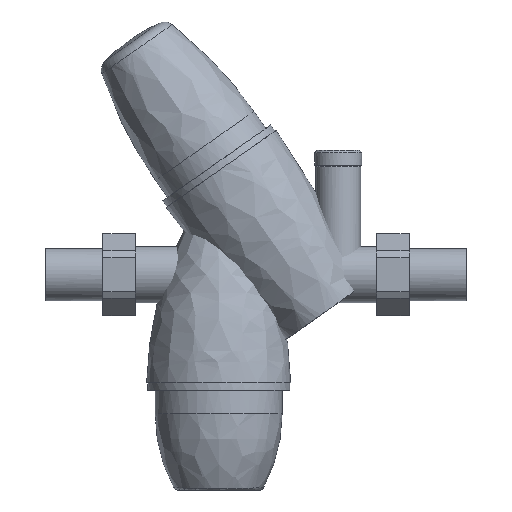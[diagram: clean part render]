
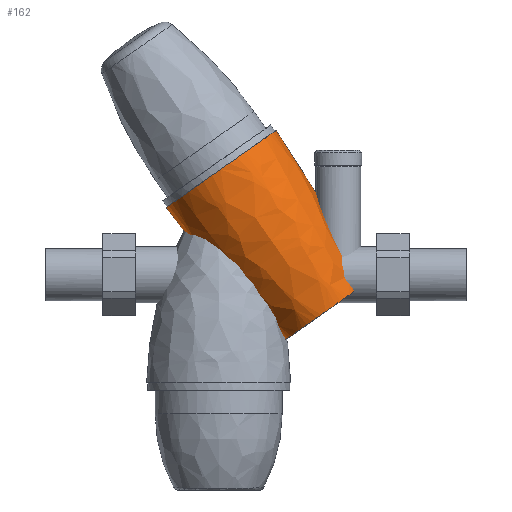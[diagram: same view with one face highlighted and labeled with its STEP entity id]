
A CAD part, front view. The second image highlights one B-rep face of the part: STEP entity #162.
In plain terms, the highlighted free-form (B-spline) face has degree [3, 3] with [7, 4] control points.
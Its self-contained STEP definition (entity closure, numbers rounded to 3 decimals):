
#60=CARTESIAN_POINT('Vertex',(23.079,0.,57.948)) ;
#62=CARTESIAN_POINT('Vertex',(-21.111,0.,26.912)) ;
#66=CARTESIAN_POINT('Control Point',(-21.111,0.,26.912)) ;
#67=CARTESIAN_POINT('Control Point',(-21.115,-2.052,26.909)) ;
#68=CARTESIAN_POINT('Control Point',(-20.92,-4.101,27.046)) ;
#69=CARTESIAN_POINT('Control Point',(-20.16,-8.096,27.58)) ;
#70=CARTESIAN_POINT('Control Point',(-19.594,-10.041,27.977)) ;
#71=CARTESIAN_POINT('Control Point',(-18.136,-13.679,29.001)) ;
#72=CARTESIAN_POINT('Control Point',(-17.251,-15.377,29.622)) ;
#73=CARTESIAN_POINT('Control Point',(-15.197,-18.493,31.065)) ;
#74=CARTESIAN_POINT('Control Point',(-14.028,-19.911,31.887)) ;
#75=CARTESIAN_POINT('Control Point',(-11.469,-22.391,33.684)) ;
#76=CARTESIAN_POINT('Control Point',(-10.081,-23.455,34.658)) ;
#77=CARTESIAN_POINT('Control Point',(-7.148,-25.184,36.718)) ;
#78=CARTESIAN_POINT('Control Point',(-5.602,-25.848,37.804)) ;
#79=CARTESIAN_POINT('Control Point',(-2.408,-26.755,40.048)) ;
#80=CARTESIAN_POINT('Control Point',(-0.757,-26.992,41.207)) ;
#81=CARTESIAN_POINT('Control Point',(2.545,-27.008,43.526)) ;
#82=CARTESIAN_POINT('Control Point',(4.198,-26.788,44.687)) ;
#83=CARTESIAN_POINT('Control Point',(7.401,-25.912,46.937)) ;
#84=CARTESIAN_POINT('Control Point',(8.954,-25.261,48.027)) ;
#85=CARTESIAN_POINT('Control Point',(11.903,-23.557,50.098)) ;
#86=CARTESIAN_POINT('Control Point',(13.3,-22.504,51.079)) ;
#87=CARTESIAN_POINT('Control Point',(15.889,-20.033,52.898)) ;
#88=CARTESIAN_POINT('Control Point',(17.078,-18.609,53.733)) ;
#89=CARTESIAN_POINT('Control Point',(19.166,-15.474,55.199)) ;
#90=CARTESIAN_POINT('Control Point',(20.065,-13.762,55.831)) ;
#91=CARTESIAN_POINT('Control Point',(21.544,-10.1,56.869)) ;
#92=CARTESIAN_POINT('Control Point',(22.116,-8.144,57.271)) ;
#93=CARTESIAN_POINT('Control Point',(22.886,-4.127,57.812)) ;
#94=CARTESIAN_POINT('Control Point',(23.083,-2.064,57.95)) ;
#95=CARTESIAN_POINT('Control Point',(23.079,0.,57.948)) ;
#103=CARTESIAN_POINT('Control Point',(22.174,1.877,59.066)) ;
#104=CARTESIAN_POINT('Control Point',(37.05,1.922,38.997)) ;
#105=CARTESIAN_POINT('Control Point',(48.783,1.707,16.944)) ;
#106=CARTESIAN_POINT('Control Point',(57.11,1.239,-6.604)) ;
#107=CARTESIAN_POINT('Control Point',(23.124,-14.766,59.734)) ;
#108=CARTESIAN_POINT('Control Point',(38.023,-15.117,39.681)) ;
#109=CARTESIAN_POINT('Control Point',(49.647,-13.43,17.551)) ;
#110=CARTESIAN_POINT('Control Point',(57.737,-9.742,-6.163)) ;
#111=CARTESIAN_POINT('Control Point',(13.812,-26.967,53.193)) ;
#112=CARTESIAN_POINT('Control Point',(28.49,-27.608,32.985)) ;
#113=CARTESIAN_POINT('Control Point',(41.178,-24.527,11.603)) ;
#114=CARTESIAN_POINT('Control Point',(51.594,-17.792,-10.478)) ;
#115=CARTESIAN_POINT('Control Point',(0.159,-26.967,43.604)) ;
#116=CARTESIAN_POINT('Control Point',(14.512,-27.608,23.168)) ;
#117=CARTESIAN_POINT('Control Point',(28.76,-24.527,2.881)) ;
#118=CARTESIAN_POINT('Control Point',(42.586,-17.792,-16.804)) ;
#119=CARTESIAN_POINT('Control Point',(-13.494,-26.967,34.015)) ;
#120=CARTESIAN_POINT('Control Point',(0.534,-27.608,13.351)) ;
#121=CARTESIAN_POINT('Control Point',(16.342,-24.527,-5.84)) ;
#122=CARTESIAN_POINT('Control Point',(33.578,-17.792,-23.131)) ;
#123=CARTESIAN_POINT('Control Point',(-22.806,-14.766,27.475)) ;
#124=CARTESIAN_POINT('Control Point',(-8.999,-15.117,6.656)) ;
#125=CARTESIAN_POINT('Control Point',(7.873,-13.43,-11.788)) ;
#126=CARTESIAN_POINT('Control Point',(27.435,-9.742,-27.446)) ;
#127=CARTESIAN_POINT('Control Point',(-21.856,1.877,28.143)) ;
#128=CARTESIAN_POINT('Control Point',(-8.026,1.922,7.339)) ;
#129=CARTESIAN_POINT('Control Point',(8.737,1.707,-11.181)) ;
#130=CARTESIAN_POINT('Control Point',(28.062,1.239,-27.005)) ;
#132=CARTESIAN_POINT('Control Point',(23.079,0.,57.948)) ;
#133=CARTESIAN_POINT('Control Point',(37.269,0.,38.575)) ;
#134=CARTESIAN_POINT('Control Point',(48.542,0.,17.372)) ;
#135=CARTESIAN_POINT('Control Point',(56.664,0.,-5.226)) ;
#136=CARTESIAN_POINT('Vertex',(56.664,0.,-5.226)) ;
#140=CARTESIAN_POINT('Control Point',(-21.111,0.,26.912)) ;
#141=CARTESIAN_POINT('Control Point',(-7.704,0.,6.989)) ;
#142=CARTESIAN_POINT('Control Point',(8.416,0.,-10.809)) ;
#143=CARTESIAN_POINT('Control Point',(26.917,0.,-26.118)) ;
#144=CARTESIAN_POINT('Vertex',(26.917,0.,-26.118)) ;
#148=CARTESIAN_POINT('Control Point',(56.664,0.,-5.226)) ;
#149=CARTESIAN_POINT('Control Point',(56.664,-10.71,-5.226)) ;
#150=CARTESIAN_POINT('Control Point',(50.451,-18.175,-9.59)) ;
#151=CARTESIAN_POINT('Control Point',(41.791,-18.175,-15.672)) ;
#152=CARTESIAN_POINT('Control Point',(33.13,-18.175,-21.755)) ;
#153=CARTESIAN_POINT('Control Point',(26.917,-10.71,-26.118)) ;
#154=CARTESIAN_POINT('Control Point',(26.917,0.,-26.118)) ;
#157=ORIENTED_EDGE('',*,*,#138,.T.) ;
#158=ORIENTED_EDGE('',*,*,#96,.F.) ;
#159=ORIENTED_EDGE('',*,*,#146,.T.) ;
#160=ORIENTED_EDGE('',*,*,#155,.F.) ;
#162=ADVANCED_FACE('pressurereducingvalve_caleffi_1.1\\PartBody',(#161),#102,.T.) ;
#65=B_SPLINE_CURVE_WITH_KNOTS('',3,(#66,#67,#68,#69,#70,#71,#72,#73,#74,#75,#76,#77,#78,#79,#80,#81,#82,#83,#84,#85,#86,#87,#88,#89,#90,#91,#92,#93,#94,#95),.UNSPECIFIED.,.F.,.U.,(4,2,2,2,2,2,2,2,2,2,2,2,2,2,4),(0.,6.138,12.277,18.267,24.257,30.214,36.172,42.213,48.254,54.222,60.19,66.241,72.292,78.468,84.644),.UNSPECIFIED.) ;
#96=EDGE_CURVE('',#63,#61,#65,.T.) ;
#138=EDGE_CURVE('',#137,#61,#131,.F.) ;
#146=EDGE_CURVE('',#63,#145,#139,.T.) ;
#155=EDGE_CURVE('',#137,#145,#147,.T.) ;
#156=EDGE_LOOP('',(#157,#158,#159,#160)) ;
#161=FACE_OUTER_BOUND('',#156,.T.) ;
#61=VERTEX_POINT('',#60) ;
#63=VERTEX_POINT('',#62) ;
#137=VERTEX_POINT('',#136) ;
#145=VERTEX_POINT('',#144) ;
#131=(BOUNDED_CURVE()B_SPLINE_CURVE(3,(#132,#133,#134,#135),.UNSPECIFIED.,.F.,.U.)B_SPLINE_CURVE_WITH_KNOTS((4,4),(0.019,0.981),.UNSPECIFIED.)CURVE()GEOMETRIC_REPRESENTATION_ITEM()RATIONAL_B_SPLINE_CURVE((1.161,1.153,1.153,1.161))REPRESENTATION_ITEM('')) ;
#139=(BOUNDED_CURVE()B_SPLINE_CURVE(3,(#140,#141,#142,#143),.UNSPECIFIED.,.F.,.U.)B_SPLINE_CURVE_WITH_KNOTS((4,4),(0.019,0.981),.UNSPECIFIED.)CURVE()GEOMETRIC_REPRESENTATION_ITEM()RATIONAL_B_SPLINE_CURVE((1.161,1.153,1.153,1.161))REPRESENTATION_ITEM('')) ;
#147=(BOUNDED_CURVE()B_SPLINE_CURVE(3,(#148,#149,#150,#151,#152,#153,#154),.UNSPECIFIED.,.F.,.U.)B_SPLINE_CURVE_WITH_KNOTS((4,3,4),(0.047,1.,1.953),.UNSPECIFIED.)CURVE()GEOMETRIC_REPRESENTATION_ITEM()RATIONAL_B_SPLINE_CURVE((1.161,0.942,0.954,1.195,0.954,0.942,1.161))REPRESENTATION_ITEM('')) ;
#102=(BOUNDED_SURFACE()B_SPLINE_SURFACE(3,3,((#103,#104,#105,#106),(#107,#108,#109,#110),(#111,#112,#113,#114),(#115,#116,#117,#118),(#119,#120,#121,#122),(#123,#124,#125,#126),(#127,#128,#129,#130)),.UNSPECIFIED.,.F.,.F.,.U.)B_SPLINE_SURFACE_WITH_KNOTS((4,3,4),(4,4),(0.,1.,2.),(0.,1.),.UNSPECIFIED.)GEOMETRIC_REPRESENTATION_ITEM()RATIONAL_B_SPLINE_SURFACE(((1.196,1.187,1.187,1.196),(0.942,0.935,0.935,0.942),(0.942,0.935,0.935,0.942),(1.196,1.187,1.187,1.196),(0.942,0.935,0.935,0.942),(0.942,0.935,0.935,0.942),(1.196,1.187,1.187,1.196)))REPRESENTATION_ITEM('Rational BSpline Surface')SURFACE()) ;
